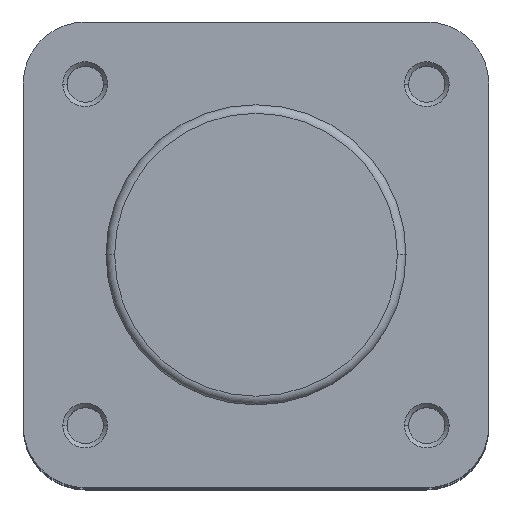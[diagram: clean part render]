
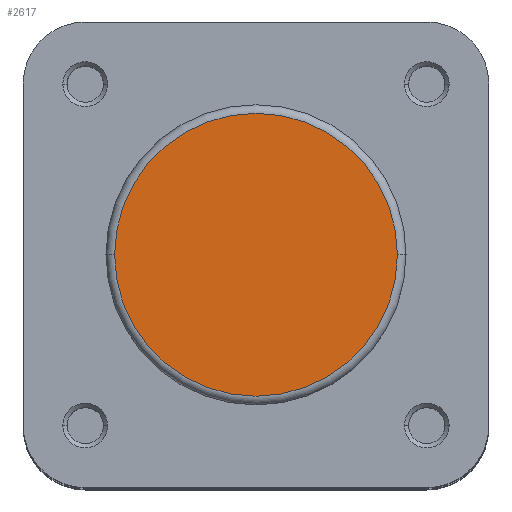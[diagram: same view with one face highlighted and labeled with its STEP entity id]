
A CAD part, top view. The second image highlights one B-rep face of the part: STEP entity #2617.
In plain terms, the highlighted planar face has unit normal (0, 0, 1).
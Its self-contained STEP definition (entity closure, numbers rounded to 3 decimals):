
#396 = ORIENTED_EDGE ( 'NONE', *, *, #1382, .T. ) ;
#405 = ORIENTED_EDGE ( 'NONE', *, *, #4792, .T. ) ;
#744 = EDGE_LOOP ( 'NONE', ( #405, #396 ) ) ;
#886 = CIRCLE ( 'NONE', #1709, 16.4 ) ;
#1382 = EDGE_CURVE ( 'NONE', #2020, #1723, #886, .T. ) ;
#1709 = AXIS2_PLACEMENT_3D ( 'NONE', #2459, #2456, #2454 ) ;
#1723 = VERTEX_POINT ( 'NONE', #3339 ) ;
#2020 = VERTEX_POINT ( 'NONE', #3416 ) ;
#2082 = AXIS2_PLACEMENT_3D ( 'NONE', #3872, #3880, #3881 ) ;
#2178 = AXIS2_PLACEMENT_3D ( 'NONE', #4576, #4590, #4591 ) ;
#2454 = DIRECTION ( 'NONE',  ( -1., 0., 0. ) ) ;
#2456 = DIRECTION ( 'NONE',  ( 0., 0., 1. ) ) ;
#2459 = CARTESIAN_POINT ( 'NONE',  ( 0., 0., 0. ) ) ;
#2617 = ADVANCED_FACE ( 'NONE', ( #4066 ), #3868, .F. ) ;
#3339 = CARTESIAN_POINT ( 'NONE',  ( -16.4, 0., 0. ) ) ;
#3416 = CARTESIAN_POINT ( 'NONE',  ( 16.4, 0., 0. ) ) ;
#3868 = PLANE ( 'NONE',  #2082 ) ;
#3872 = CARTESIAN_POINT ( 'NONE',  ( 0., 17.4, 0. ) ) ;
#3880 = DIRECTION ( 'NONE',  ( 0., 0., -1. ) ) ;
#3881 = DIRECTION ( 'NONE',  ( -1., 0., 0. ) ) ;
#4066 = FACE_OUTER_BOUND ( 'NONE', #744, .T. ) ;
#4270 = CIRCLE ( 'NONE', #2178, 16.4 ) ;
#4576 = CARTESIAN_POINT ( 'NONE',  ( 0., 0., 0. ) ) ;
#4590 = DIRECTION ( 'NONE',  ( 0., 0., 1. ) ) ;
#4591 = DIRECTION ( 'NONE',  ( -1., 0., 0. ) ) ;
#4792 = EDGE_CURVE ( 'NONE', #1723, #2020, #4270, .T. ) ;
